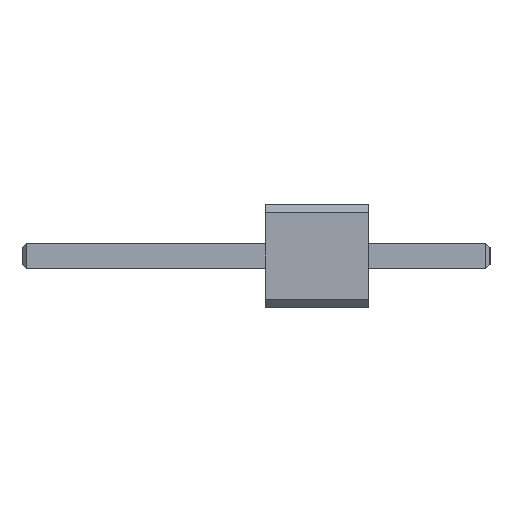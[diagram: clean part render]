
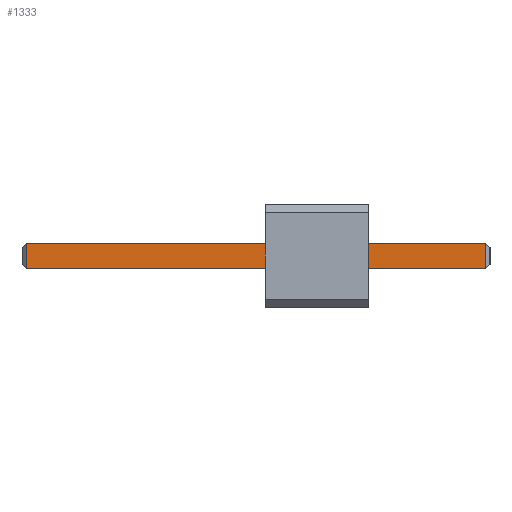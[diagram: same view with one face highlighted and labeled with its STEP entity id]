
A CAD part, left-side view. The second image highlights one B-rep face of the part: STEP entity #1333.
In plain terms, the highlighted planar face has unit normal (-1, 0, 0).
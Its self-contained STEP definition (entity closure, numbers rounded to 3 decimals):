
#28 = EDGE_LOOP ( 'NONE', ( #458, #877, #10757, #4214 ) ) ;
#458 = ORIENTED_EDGE ( 'NONE', *, *, #5765, .T. ) ;
#781 = EDGE_CURVE ( 'NONE', #2340, #5768, #2539, .T. ) ;
#852 = AXIS2_PLACEMENT_3D ( 'NONE', #4354, #6161, #9674 ) ;
#877 = ORIENTED_EDGE ( 'NONE', *, *, #6972, .T. ) ;
#1333 = ADVANCED_FACE ( 'NONE', ( #9313 ), #1616, .T. ) ;
#1338 = CARTESIAN_POINT ( 'NONE',  ( 0.95, 8.44, -1.59 ) ) ;
#1616 = PLANE ( 'NONE',  #852 ) ;
#2340 = VERTEX_POINT ( 'NONE', #10286 ) ;
#2524 = CARTESIAN_POINT ( 'NONE',  ( 0.95, -3., -0.95 ) ) ;
#2539 = LINE ( 'NONE', #2524, #4644 ) ;
#2731 = DIRECTION ( 'NONE',  ( 0., 0., 1. ) ) ;
#3091 = VECTOR ( 'NONE', #10328, 1000. ) ;
#3430 = DIRECTION ( 'NONE',  ( 0., -1., 0. ) ) ;
#4023 = LINE ( 'NONE', #8842, #6585 ) ;
#4214 = ORIENTED_EDGE ( 'NONE', *, *, #8271, .T. ) ;
#4354 = CARTESIAN_POINT ( 'NONE',  ( 0.95, -3., -1.59 ) ) ;
#4644 = VECTOR ( 'NONE', #6172, 1000. ) ;
#5086 = LINE ( 'NONE', #1338, #3091 ) ;
#5715 = CARTESIAN_POINT ( 'NONE',  ( 0.95, 8.44, -1.59 ) ) ;
#5765 = EDGE_CURVE ( 'NONE', #10810, #8143, #4023, .T. ) ;
#5768 = VERTEX_POINT ( 'NONE', #8018 ) ;
#6161 = DIRECTION ( 'NONE',  ( -1., 0., 0. ) ) ;
#6172 = DIRECTION ( 'NONE',  ( 0., -1., 0. ) ) ;
#6585 = VECTOR ( 'NONE', #3430, 1000. ) ;
#6972 = EDGE_CURVE ( 'NONE', #8143, #5768, #11228, .T. ) ;
#8018 = CARTESIAN_POINT ( 'NONE',  ( 0.95, -2.9, -0.95 ) ) ;
#8143 = VERTEX_POINT ( 'NONE', #10116 ) ;
#8164 = CARTESIAN_POINT ( 'NONE',  ( 0.95, -2.9, -1.59 ) ) ;
#8271 = EDGE_CURVE ( 'NONE', #2340, #10810, #5086, .T. ) ;
#8842 = CARTESIAN_POINT ( 'NONE',  ( 0.95, -3., -1.59 ) ) ;
#9313 = FACE_OUTER_BOUND ( 'NONE', #28, .T. ) ;
#9662 = VECTOR ( 'NONE', #2731, 1000. ) ;
#9674 = DIRECTION ( 'NONE',  ( 0., 0., 1. ) ) ;
#10116 = CARTESIAN_POINT ( 'NONE',  ( 0.95, -2.9, -1.59 ) ) ;
#10286 = CARTESIAN_POINT ( 'NONE',  ( 0.95, 8.44, -0.95 ) ) ;
#10328 = DIRECTION ( 'NONE',  ( 0., 0., -1. ) ) ;
#10757 = ORIENTED_EDGE ( 'NONE', *, *, #781, .F. ) ;
#10810 = VERTEX_POINT ( 'NONE', #5715 ) ;
#11228 = LINE ( 'NONE', #8164, #9662 ) ;
